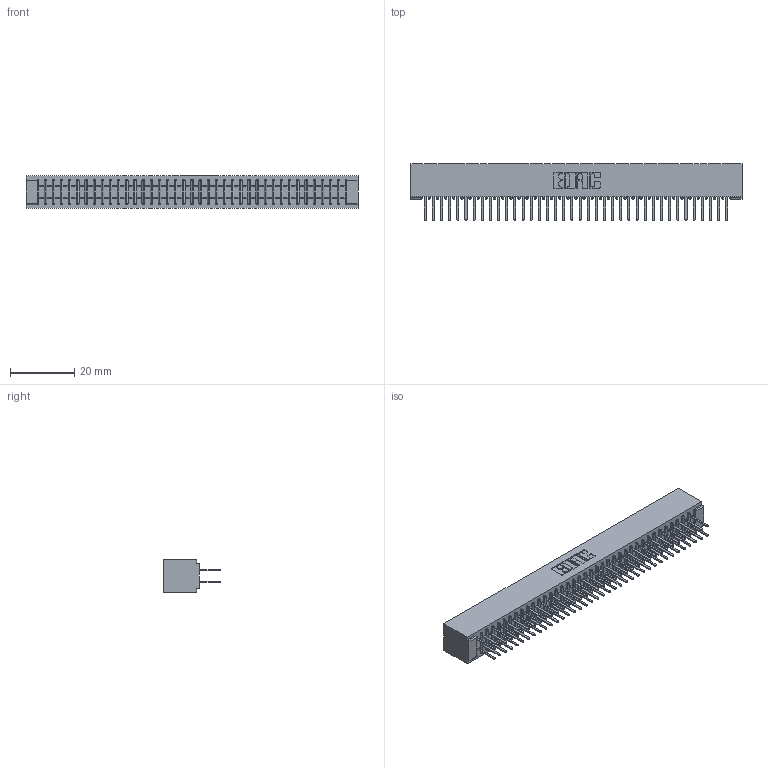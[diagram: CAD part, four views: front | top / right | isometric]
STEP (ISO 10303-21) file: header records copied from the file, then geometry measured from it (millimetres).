
FILE_DESCRIPTION (( 'STEP AP203' ), '1' );
FILE_NAME ('391-076-521-201.STEP', '2018-08-09T14:55:09', ( '' ), ( '' ), 'SwSTEP 2.0', 'SolidWorks 2016', '' );
FILE_SCHEMA (( 'CONFIG_CONTROL_DESIGN' ));
Length unit declared in the file: inch
Products named in the file (3): 341-292-001_341-292-121; 391-076-521-201; 341 Part_No Mounting Lugs
Assembly tree (77 placements, depth 2):
  391-076-521-201
    341 Part_No Mounting Lugs
    341-292-001_341-292-121  x76
Bounding box: 103.5 x 17.7 x 10.16 mm (x, y, z)
Volume: 7933.2 mm3; surface area: 14953.2 mm2
Topology: 77 solids, 77 shells, 5124 faces, 14846 edges, 9614 vertices
Faces by surface type: plane 3104, cylinder 1868, sphere 78, torus 74
Entity records: 46243 total; most frequent: CARTESIAN_POINT 7686, ORIENTED_EDGE 7636, DIRECTION 7460, EDGE_CURVE 3818, VECTOR 3084, LINE 3084, VERTEX_POINT 2414, AXIS2_PLACEMENT_3D 2188
